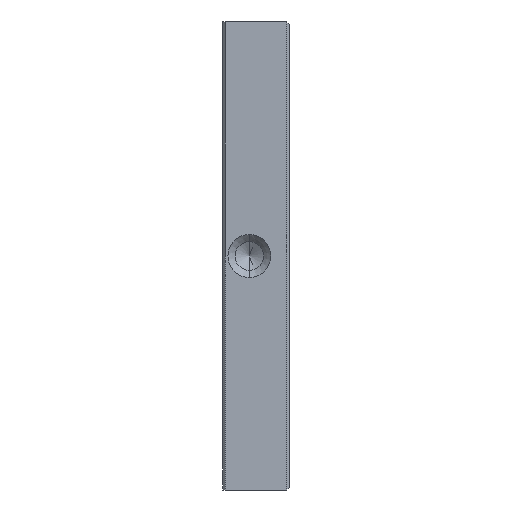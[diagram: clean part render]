
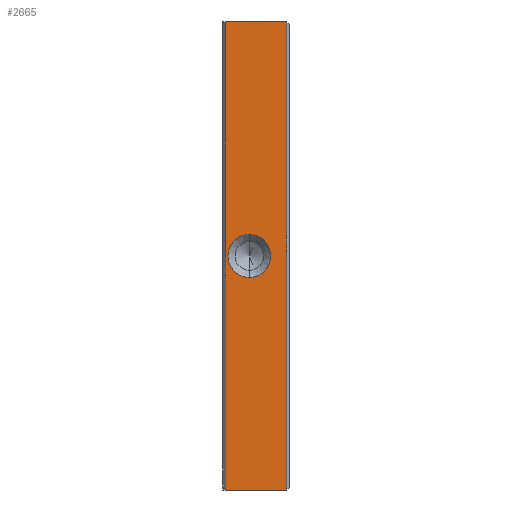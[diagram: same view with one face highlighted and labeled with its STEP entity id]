
A CAD part, left-side view. The second image highlights one B-rep face of the part: STEP entity #2665.
In plain terms, the highlighted planar face has unit normal (-1, 0, 0).
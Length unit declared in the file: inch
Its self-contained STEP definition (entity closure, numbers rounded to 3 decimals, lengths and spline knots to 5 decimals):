
#130 = CIRCLE ( 'NONE', #1803, 0.08 ) ;
#156 = VECTOR ( 'NONE', #2686, 39.37008 ) ;
#171 = DIRECTION ( 'NONE',  ( -1., 0., 0. ) ) ;
#304 = CARTESIAN_POINT ( 'NONE',  ( -1.25, -0.24, -0.875 ) ) ;
#326 = CIRCLE ( 'NONE', #1203, 0.08 ) ;
#350 = DIRECTION ( 'NONE',  ( 0., 0., 1. ) ) ;
#366 = LINE ( 'NONE', #1358, #1761 ) ;
#373 = EDGE_CURVE ( 'NONE', #1407, #1578, #943, .T. ) ;
#554 = VECTOR ( 'NONE', #2718, 39.37008 ) ;
#758 = EDGE_CURVE ( 'NONE', #856, #1506, #326, .T. ) ;
#856 = VERTEX_POINT ( 'NONE', #2219 ) ;
#904 = CARTESIAN_POINT ( 'NONE',  ( -1.25, -0.1, 0.08 ) ) ;
#943 = LINE ( 'NONE', #1251, #3090 ) ;
#1203 = AXIS2_PLACEMENT_3D ( 'NONE', #3176, #2872, #1696 ) ;
#1233 = ORIENTED_EDGE ( 'NONE', *, *, #2579, .T. ) ;
#1251 = CARTESIAN_POINT ( 'NONE',  ( -1.25, -0.25, -0.875 ) ) ;
#1358 = CARTESIAN_POINT ( 'NONE',  ( -1.25, -0.24, 0.875 ) ) ;
#1407 = VERTEX_POINT ( 'NONE', #304 ) ;
#1506 = VERTEX_POINT ( 'NONE', #904 ) ;
#1512 = EDGE_CURVE ( 'NONE', #1506, #856, #130, .T. ) ;
#1578 = VERTEX_POINT ( 'NONE', #2648 ) ;
#1620 = ORIENTED_EDGE ( 'NONE', *, *, #2222, .T. ) ;
#1696 = DIRECTION ( 'NONE',  ( 0., 0., 1. ) ) ;
#1717 = LINE ( 'NONE', #3180, #156 ) ;
#1736 = CARTESIAN_POINT ( 'NONE',  ( -1.25, -0.01, -0.875 ) ) ;
#1761 = VECTOR ( 'NONE', #2335, 39.37008 ) ;
#1803 = AXIS2_PLACEMENT_3D ( 'NONE', #2383, #171, #350 ) ;
#1918 = FACE_BOUND ( 'NONE', #3086, .T. ) ;
#1959 = CARTESIAN_POINT ( 'NONE',  ( -1.25, -0.25, 0.875 ) ) ;
#2094 = CARTESIAN_POINT ( 'NONE',  ( -1.25, -0.01, 0.875 ) ) ;
#2112 = VERTEX_POINT ( 'NONE', #2094 ) ;
#2170 = DIRECTION ( 'NONE',  ( 0., 0., 1. ) ) ;
#2189 = LINE ( 'NONE', #1736, #554 ) ;
#2219 = CARTESIAN_POINT ( 'NONE',  ( -1.25, -0.1, -0.08 ) ) ;
#2222 = EDGE_CURVE ( 'NONE', #2112, #1578, #2189, .T. ) ;
#2223 = ORIENTED_EDGE ( 'NONE', *, *, #373, .F. ) ;
#2273 = ORIENTED_EDGE ( 'NONE', *, *, #1512, .F. ) ;
#2335 = DIRECTION ( 'NONE',  ( 0., 0., 1. ) ) ;
#2383 = CARTESIAN_POINT ( 'NONE',  ( -1.25, -0.1, 0. ) ) ;
#2489 = ORIENTED_EDGE ( 'NONE', *, *, #3064, .T. ) ;
#2579 = EDGE_CURVE ( 'NONE', #1407, #2725, #366, .T. ) ;
#2633 = ORIENTED_EDGE ( 'NONE', *, *, #758, .F. ) ;
#2635 = FACE_OUTER_BOUND ( 'NONE', #2835, .T. ) ;
#2648 = CARTESIAN_POINT ( 'NONE',  ( -1.25, -0.01, -0.875 ) ) ;
#2665 = ADVANCED_FACE ( 'NONE', ( #1918, #2635 ), #2886, .T. ) ;
#2686 = DIRECTION ( 'NONE',  ( 0., 1., 0. ) ) ;
#2718 = DIRECTION ( 'NONE',  ( 0., 0., -1. ) ) ;
#2725 = VERTEX_POINT ( 'NONE', #3118 ) ;
#2835 = EDGE_LOOP ( 'NONE', ( #2489, #1620, #2223, #1233 ) ) ;
#2872 = DIRECTION ( 'NONE',  ( -1., 0., 0. ) ) ;
#2886 = PLANE ( 'NONE',  #2918 ) ;
#2918 = AXIS2_PLACEMENT_3D ( 'NONE', #1959, #3160, #2170 ) ;
#2931 = DIRECTION ( 'NONE',  ( 0., 1., 0. ) ) ;
#3064 = EDGE_CURVE ( 'NONE', #2725, #2112, #1717, .T. ) ;
#3086 = EDGE_LOOP ( 'NONE', ( #2273, #2633 ) ) ;
#3090 = VECTOR ( 'NONE', #2931, 39.37008 ) ;
#3118 = CARTESIAN_POINT ( 'NONE',  ( -1.25, -0.24, 0.875 ) ) ;
#3160 = DIRECTION ( 'NONE',  ( -1., 0., 0. ) ) ;
#3176 = CARTESIAN_POINT ( 'NONE',  ( -1.25, -0.1, 0. ) ) ;
#3180 = CARTESIAN_POINT ( 'NONE',  ( -1.25, -0.25, 0.875 ) ) ;
